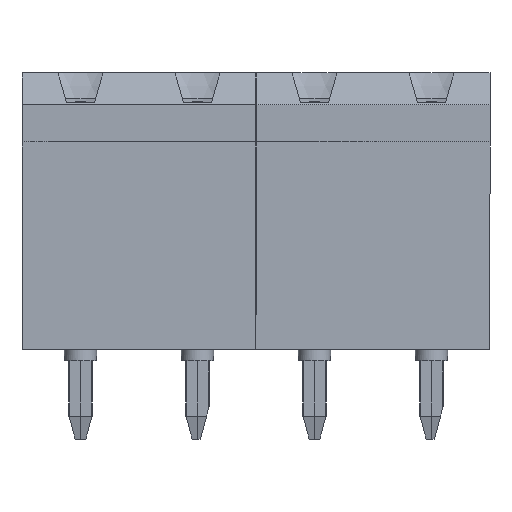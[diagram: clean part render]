
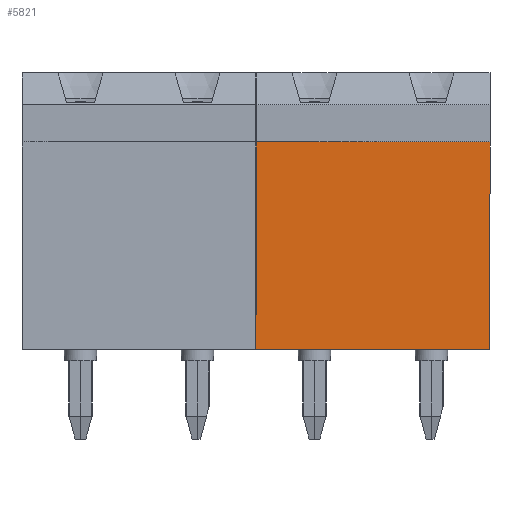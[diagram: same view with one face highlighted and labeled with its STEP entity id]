
A CAD part, left-side view. The second image highlights one B-rep face of the part: STEP entity #5821.
In plain terms, the highlighted face is planar.
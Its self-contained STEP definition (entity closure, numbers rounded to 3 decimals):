
#255=FACE_OUTER_BOUND('',#608,.T.);
#608=EDGE_LOOP('',(#4055,#4056,#4057,#4058));
#879=LINE('',#8307,#1519);
#915=LINE('',#8387,#1555);
#1069=LINE('',#8766,#1709);
#1105=LINE('',#8864,#1745);
#1519=VECTOR('',#6653,1.);
#1555=VECTOR('',#6723,1.);
#1709=VECTOR('',#7095,1.);
#1745=VECTOR('',#7209,1.);
#2253=VERTEX_POINT('',#8304);
#2254=VERTEX_POINT('',#8306);
#2281=VERTEX_POINT('',#8386);
#2391=VERTEX_POINT('',#8764);
#2713=EDGE_CURVE('',#2254,#2253,#879,.T.);
#2753=EDGE_CURVE('',#2254,#2281,#915,.T.);
#2942=EDGE_CURVE('',#2391,#2253,#1069,.T.);
#2989=EDGE_CURVE('',#2281,#2391,#1105,.T.);
#4055=ORIENTED_EDGE('',*,*,#2753,.F.);
#4056=ORIENTED_EDGE('',*,*,#2713,.T.);
#4057=ORIENTED_EDGE('',*,*,#2942,.F.);
#4058=ORIENTED_EDGE('',*,*,#2989,.F.);
#5135=PLANE('',#6252);
#5821=ADVANCED_FACE('',(#255),#5135,.T.);
#6252=AXIS2_PLACEMENT_3D('',#8873,#7220,#7221);
#6653=DIRECTION('',(1.,0.,0.));
#6723=DIRECTION('',(0.,0.,-1.));
#7095=DIRECTION('',(0.,0.,1.));
#7209=DIRECTION('',(1.,0.,0.));
#7220=DIRECTION('center_axis',(0.,1.,0.));
#7221=DIRECTION('ref_axis',(1.,0.,0.));
#8304=CARTESIAN_POINT('',(45.627,45.443,2.54));
#8306=CARTESIAN_POINT('',(36.627,45.443,2.54));
#8307=CARTESIAN_POINT('',(0.,45.443,2.54));
#8386=CARTESIAN_POINT('',(36.627,45.443,-7.62));
#8387=CARTESIAN_POINT('',(36.627,45.443,0.));
#8764=CARTESIAN_POINT('',(45.627,45.443,-7.62));
#8766=CARTESIAN_POINT('',(45.627,45.443,-0.08));
#8864=CARTESIAN_POINT('',(0.,45.443,-7.62));
#8873=CARTESIAN_POINT('Origin',(45.627,45.443,-0.08));
